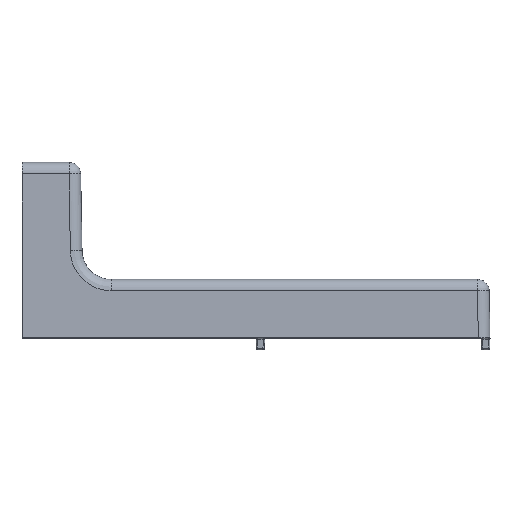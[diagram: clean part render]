
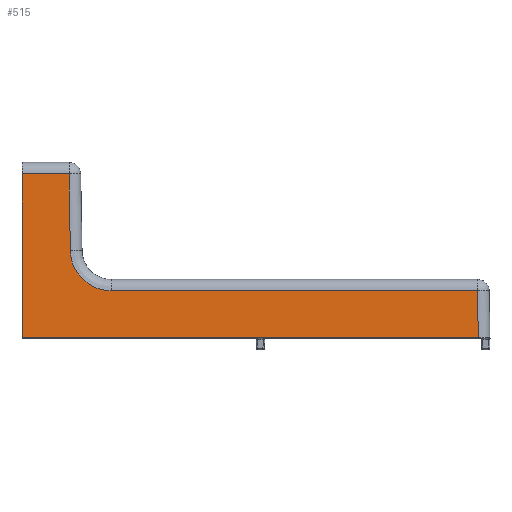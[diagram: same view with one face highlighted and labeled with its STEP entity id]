
A CAD part, top view. The second image highlights one B-rep face of the part: STEP entity #515.
In plain terms, the highlighted planar face has unit normal (0, 0.018, 1).
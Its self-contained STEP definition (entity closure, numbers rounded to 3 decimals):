
#515=ADVANCED_FACE('NONE',(#1446),#1447,.T.);
#1446=FACE_OUTER_BOUND('',#2884,.T.);
#1447=PLANE('',#2885);
#2884=EDGE_LOOP('',(#6830,#6831,#6832,#6833,#6834,#6835,#6836));
#2885=AXIS2_PLACEMENT_3D('',#6837,#6838,#6839);
#6830=ORIENTED_EDGE('',*,*,#10250,.T.);
#6831=ORIENTED_EDGE('',*,*,#10251,.T.);
#6832=ORIENTED_EDGE('',*,*,#10237,.T.);
#6833=ORIENTED_EDGE('',*,*,#10062,.T.);
#6834=ORIENTED_EDGE('',*,*,#10252,.T.);
#6835=ORIENTED_EDGE('',*,*,#10253,.T.);
#6836=ORIENTED_EDGE('',*,*,#10254,.T.);
#6837=CARTESIAN_POINT('',(160.0,0.,19.0));
#6838=DIRECTION('',(0.,0.017,1.));
#6839=DIRECTION('',(1.0,0.,0.0));
#10062=EDGE_CURVE('NONE',#11581,#11579,#11582,.T.);
#10237=EDGE_CURVE('NONE',#11908,#11581,#11909,.T.);
#10250=EDGE_CURVE('NONE',#11929,#11930,#11931,.T.);
#10251=EDGE_CURVE('NONE',#11930,#11908,#11932,.T.);
#10252=EDGE_CURVE('NONE',#11579,#11933,#11934,.T.);
#10253=EDGE_CURVE('NONE',#11933,#11935,#11936,.T.);
#10254=EDGE_CURVE('NONE',#11935,#11929,#11937,.T.);
#11579=VERTEX_POINT('NONE',#13886);
#11581=VERTEX_POINT('NONE',#13898);
#11582=LINE('',#13899,#13900);
#11908=VERTEX_POINT('NONE',#14852);
#11909=LINE('',#14853,#14854);
#11929=VERTEX_POINT('NONE',#14881);
#11930=VERTEX_POINT('NONE',#14882);
#11931=LINE('',#14883,#14884);
#11932=LINE('',#14885,#14886);
#11933=VERTEX_POINT('NONE',#14887);
#11934=LINE('',#14888,#14889);
#11935=VERTEX_POINT('NONE',#14890);
#11936=LINE('',#14891,#14892);
#11937=(B_SPLINE_CURVE(3,(#14894,#14895,#14896,#14897),.UNSPECIFIED.,.F.,.F.)B_SPLINE_CURVE_WITH_KNOTS((4,4),(3.142,4.695),.UNSPECIFIED.)RATIONAL_B_SPLINE_CURVE((1.0,0.809,0.809,1.0))BOUNDED_CURVE()REPRESENTATION_ITEM('')GEOMETRIC_REPRESENTATION_ITEM()CURVE());
#13886=CARTESIAN_POINT('',(156.001,0.,19.0));
#13898=CARTESIAN_POINT('',(0.0,0.0,19.0));
#13899=CARTESIAN_POINT('',(160.0,0.,19.0));
#13900=VECTOR('',#18167,1000.0);
#14852=CARTESIAN_POINT('',(0.0,56.07,18.021));
#14853=CARTESIAN_POINT('',(0.0,0.,19.0));
#14854=VECTOR('',#18314,1000.0);
#14881=CARTESIAN_POINT('',(16.527,29.825,18.479));
#14882=CARTESIAN_POINT('',(16.069,56.07,18.021));
#14883=CARTESIAN_POINT('',(17.091,-2.494,19.044));
#14884=VECTOR('',#18334,1000.0);
#14885=CARTESIAN_POINT('',(160.0,56.07,18.021));
#14886=VECTOR('',#18335,1000.0);
#14887=CARTESIAN_POINT('',(155.72,16.07,18.72));
#14888=CARTESIAN_POINT('',(156.002,-0.07,19.001));
#14889=VECTOR('',#18336,1000.0);
#14890=CARTESIAN_POINT('',(30.525,16.07,18.72));
#14891=CARTESIAN_POINT('',(160.0,16.07,18.72));
#14892=VECTOR('',#18337,1000.0);
#14894=CARTESIAN_POINT('',(30.525,16.07,18.72));
#14895=CARTESIAN_POINT('',(22.437,16.07,18.72));
#14896=CARTESIAN_POINT('',(16.668,21.739,18.621));
#14897=CARTESIAN_POINT('',(16.527,29.825,18.479));
#18167=DIRECTION('',(1.0,0.,-0.0));
#18314=DIRECTION('',(-0.0,-1.,0.017));
#18334=DIRECTION('',(-0.017,1.,-0.017));
#18335=DIRECTION('',(-1.0,0.,0.));
#18336=DIRECTION('',(-0.017,1.,-0.017));
#18337=DIRECTION('',(-1.0,0.,0.));
